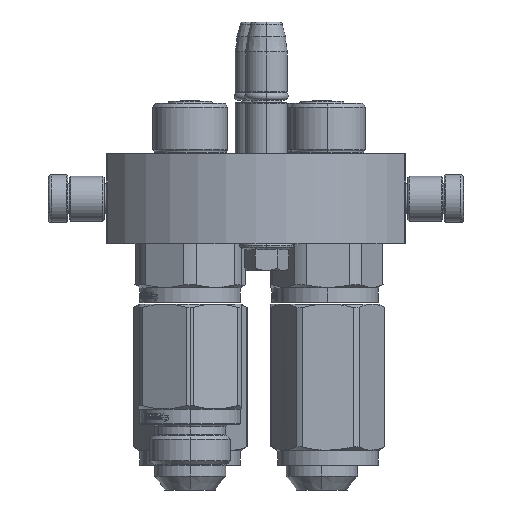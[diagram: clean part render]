
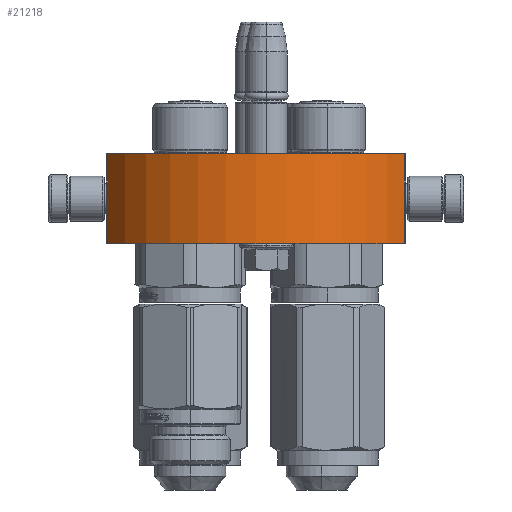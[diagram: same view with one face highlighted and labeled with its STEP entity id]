
A CAD part, left-side view. The second image highlights one B-rep face of the part: STEP entity #21218.
In plain terms, the highlighted cylindrical face has radius 57.25 mm (diameter 114.5 mm), a partial arc.
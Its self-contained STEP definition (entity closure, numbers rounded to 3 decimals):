
#1967 = ORIENTED_EDGE ( 'NONE', *, *, #52858, .F. ) ;
#4751 = DIRECTION ( 'NONE',  ( 0., 1., 0. ) ) ;
#5221 = VERTEX_POINT ( 'NONE', #26362 ) ;
#5569 = VECTOR ( 'NONE', #4751, 1000. ) ;
#5642 = CYLINDRICAL_SURFACE ( 'NONE', #36749, 57.25 ) ;
#6270 = CARTESIAN_POINT ( 'NONE',  ( -49.5, 0., -28.763 ) ) ;
#6818 = DIRECTION ( 'NONE',  ( 0.865, 0., -0.502 ) ) ;
#10398 = CARTESIAN_POINT ( 'NONE',  ( -49.5, 30., -28.763 ) ) ;
#10471 = ORIENTED_EDGE ( 'NONE', *, *, #27453, .T. ) ;
#10644 = DIRECTION ( 'NONE',  ( 0., 1., 0. ) ) ;
#10650 = DIRECTION ( 'NONE',  ( 0., 1., 0. ) ) ;
#13010 = ORIENTED_EDGE ( 'NONE', *, *, #25860, .T. ) ;
#13196 = FACE_OUTER_BOUND ( 'NONE', #29277, .T. ) ;
#15787 = DIRECTION ( 'NONE',  ( 0.865, 0., -0.502 ) ) ;
#16511 = EDGE_CURVE ( 'NONE', #20987, #37342, #24170, .T. ) ;
#17572 = LINE ( 'NONE', #6270, #34040 ) ;
#18251 = AXIS2_PLACEMENT_3D ( 'NONE', #33423, #37847, #15787 ) ;
#20987 = VERTEX_POINT ( 'NONE', #41847 ) ;
#21218 = ADVANCED_FACE ( 'NONE', ( #13196 ), #5642, .T. ) ;
#24170 = LINE ( 'NONE', #53277, #5569 ) ;
#25860 = EDGE_CURVE ( 'NONE', #20987, #5221, #55062, .T. ) ;
#26362 = CARTESIAN_POINT ( 'NONE',  ( -49.5, 0., -28.763 ) ) ;
#27453 = EDGE_CURVE ( 'NONE', #5221, #44270, #17572, .T. ) ;
#29277 = EDGE_LOOP ( 'NONE', ( #1967, #44498, #13010, #10471 ) ) ;
#33423 = CARTESIAN_POINT ( 'NONE',  ( 0., 0., 0. ) ) ;
#34040 = VECTOR ( 'NONE', #10650, 1000. ) ;
#34424 = AXIS2_PLACEMENT_3D ( 'NONE', #41980, #10644, #6818 ) ;
#36749 = AXIS2_PLACEMENT_3D ( 'NONE', #43361, #52266, #56865 ) ;
#37342 = VERTEX_POINT ( 'NONE', #49294 ) ;
#37847 = DIRECTION ( 'NONE',  ( 0., 1., 0. ) ) ;
#41847 = CARTESIAN_POINT ( 'NONE',  ( 49.5, 0., -28.763 ) ) ;
#41980 = CARTESIAN_POINT ( 'NONE',  ( 0., 30., 0. ) ) ;
#43361 = CARTESIAN_POINT ( 'NONE',  ( 0., 0., 0. ) ) ;
#44270 = VERTEX_POINT ( 'NONE', #10398 ) ;
#44498 = ORIENTED_EDGE ( 'NONE', *, *, #16511, .F. ) ;
#49294 = CARTESIAN_POINT ( 'NONE',  ( 49.5, 30., -28.763 ) ) ;
#49721 = CIRCLE ( 'NONE', #34424, 57.25 ) ;
#52266 = DIRECTION ( 'NONE',  ( 0., -1., 0. ) ) ;
#52858 = EDGE_CURVE ( 'NONE', #37342, #44270, #49721, .T. ) ;
#53277 = CARTESIAN_POINT ( 'NONE',  ( 49.5, 0., -28.763 ) ) ;
#55062 = CIRCLE ( 'NONE', #18251, 57.25 ) ;
#56865 = DIRECTION ( 'NONE',  ( 1., 0., 0. ) ) ;
